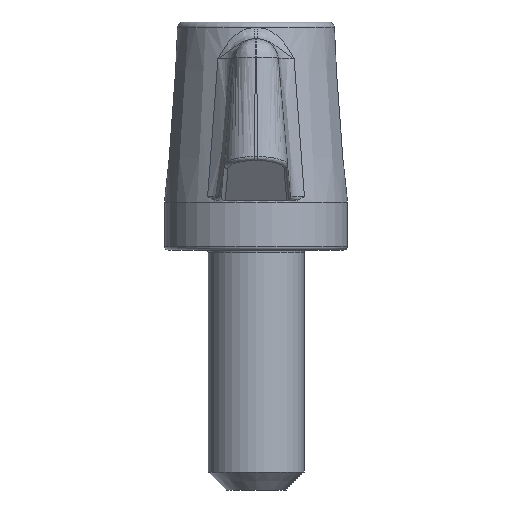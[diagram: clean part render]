
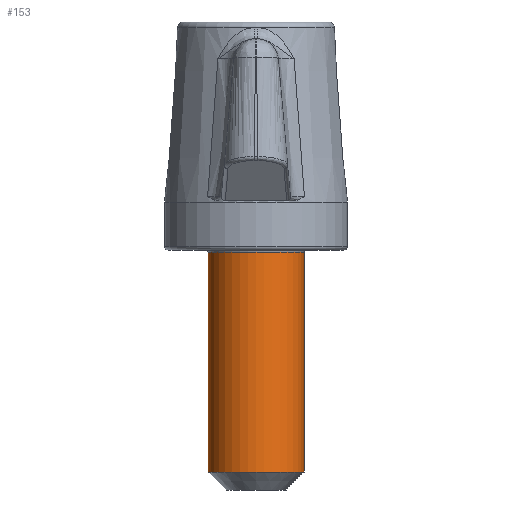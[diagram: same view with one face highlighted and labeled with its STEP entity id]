
A CAD part, left-side view. The second image highlights one B-rep face of the part: STEP entity #153.
In plain terms, the highlighted cylindrical face has radius 4 mm (diameter 8 mm), a full revolution.
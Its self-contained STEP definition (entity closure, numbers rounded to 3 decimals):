
#153 = ADVANCED_FACE( '', ( #345, #346 ), #347, .T. );
#345 = FACE_OUTER_BOUND( '', #3935, .T. );
#346 = FACE_OUTER_BOUND( '', #3936, .T. );
#347 = CYLINDRICAL_SURFACE( '', #3937, 4. );
#3935 = EDGE_LOOP( '', ( #7970 ) );
#3936 = EDGE_LOOP( '', ( #7971 ) );
#3937 = AXIS2_PLACEMENT_3D( '', #7972, #7973, #7974 );
#7970 = ORIENTED_EDGE( '', *, *, #8347, .T. );
#7971 = ORIENTED_EDGE( '', *, *, #8233, .T. );
#7972 = CARTESIAN_POINT( '', ( 0., 0., -77. ) );
#7973 = DIRECTION( '', ( 0., 0., -1. ) );
#7974 = DIRECTION( '', ( 1., 0., 0. ) );
#8233 = EDGE_CURVE( '', #8449, #8449, #8450, .T. );
#8347 = EDGE_CURVE( '', #8628, #8628, #8629, .F. );
#8449 = VERTEX_POINT( '', #8748 );
#8450 = CIRCLE( '', #8749, 4. );
#8628 = VERTEX_POINT( '', #10025 );
#8629 = CIRCLE( '', #10026, 4. );
#8748 = CARTESIAN_POINT( '', ( 4., 0., -18.5 ) );
#8749 = AXIS2_PLACEMENT_3D( '', #10532, #10533, #10534 );
#10025 = CARTESIAN_POINT( '', ( 4., 0., -0.183 ) );
#10026 = AXIS2_PLACEMENT_3D( '', #10647, #10648, #10649 );
#10532 = CARTESIAN_POINT( '', ( 0., 0., -18.5 ) );
#10533 = DIRECTION( '', ( 0., 0., 1. ) );
#10534 = DIRECTION( '', ( 1., 0., 0. ) );
#10647 = CARTESIAN_POINT( '', ( 0., 0., -0.183 ) );
#10648 = DIRECTION( '', ( 0., 0., 1. ) );
#10649 = DIRECTION( '', ( 1., 0., 0. ) );
